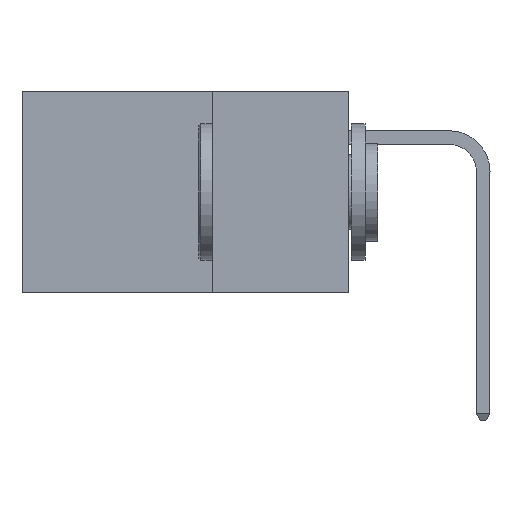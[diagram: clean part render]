
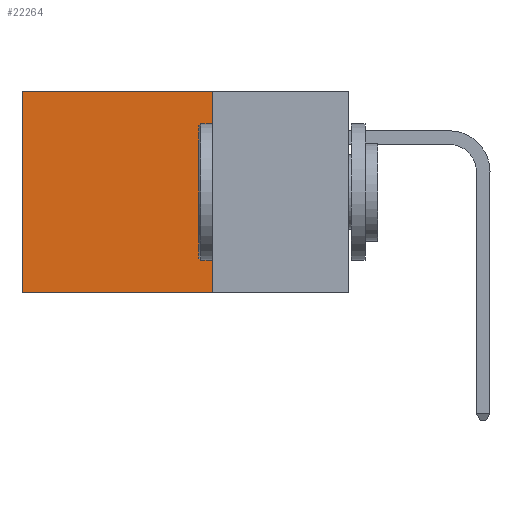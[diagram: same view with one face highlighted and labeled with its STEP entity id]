
A CAD part, left-side view. The second image highlights one B-rep face of the part: STEP entity #22264.
In plain terms, the highlighted planar face has unit normal (-1, 0, 0).
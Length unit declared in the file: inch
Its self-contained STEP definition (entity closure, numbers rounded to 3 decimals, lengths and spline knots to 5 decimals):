
#525 = VERTEX_POINT ( 'NONE', #4334 ) ;
#729 = PLANE ( 'NONE',  #25993 ) ;
#1151 = DIRECTION ( 'NONE',  ( 0., 1., 0. ) ) ;
#1576 = LINE ( 'NONE', #4427, #6314 ) ;
#2742 = FACE_OUTER_BOUND ( 'NONE', #5917, .T. ) ;
#4334 = CARTESIAN_POINT ( 'NONE',  ( 0.2875, 0.6, -0.37 ) ) ;
#4427 = CARTESIAN_POINT ( 'NONE',  ( 0.2875, 0.25, 0. ) ) ;
#4846 = DIRECTION ( 'NONE',  ( 0., 0., -1. ) ) ;
#5917 = EDGE_LOOP ( 'NONE', ( #6919, #23720, #11152, #10688 ) ) ;
#6030 = VECTOR ( 'NONE', #18596, 39.37008 ) ;
#6314 = VECTOR ( 'NONE', #16711, 39.37008 ) ;
#6389 = CARTESIAN_POINT ( 'NONE',  ( 0.2875, 0.6, 0. ) ) ;
#6919 = ORIENTED_EDGE ( 'NONE', *, *, #21998, .T. ) ;
#7282 = CARTESIAN_POINT ( 'NONE',  ( 0.2875, 0.25, -0.37 ) ) ;
#9824 = VECTOR ( 'NONE', #14327, 39.37008 ) ;
#10688 = ORIENTED_EDGE ( 'NONE', *, *, #17500, .T. ) ;
#11152 = ORIENTED_EDGE ( 'NONE', *, *, #18794, .F. ) ;
#12307 = CARTESIAN_POINT ( 'NONE',  ( 0.2875, 0.25, -0.37 ) ) ;
#13004 = VERTEX_POINT ( 'NONE', #25652 ) ;
#14327 = DIRECTION ( 'NONE',  ( 0., 0., -1. ) ) ;
#15103 = CARTESIAN_POINT ( 'NONE',  ( 0.2875, 0.25, 0. ) ) ;
#15897 = VERTEX_POINT ( 'NONE', #6389 ) ;
#15936 = LINE ( 'NONE', #24214, #9824 ) ;
#16171 = VECTOR ( 'NONE', #1151, 39.37008 ) ;
#16711 = DIRECTION ( 'NONE',  ( 0., 0., -1. ) ) ;
#16975 = LINE ( 'NONE', #20580, #6030 ) ;
#17134 = DIRECTION ( 'NONE',  ( 1., 0., 0. ) ) ;
#17500 = EDGE_CURVE ( 'NONE', #13004, #15897, #16975, .T. ) ;
#18596 = DIRECTION ( 'NONE',  ( 0., 1., 0. ) ) ;
#18794 = EDGE_CURVE ( 'NONE', #13004, #25633, #1576, .T. ) ;
#20580 = CARTESIAN_POINT ( 'NONE',  ( 0.2875, 0.25, 0. ) ) ;
#21998 = EDGE_CURVE ( 'NONE', #15897, #525, #15936, .T. ) ;
#22264 = ADVANCED_FACE ( 'NONE', ( #2742 ), #729, .F. ) ;
#23375 = EDGE_CURVE ( 'NONE', #25633, #525, #23918, .T. ) ;
#23720 = ORIENTED_EDGE ( 'NONE', *, *, #23375, .F. ) ;
#23918 = LINE ( 'NONE', #7282, #16171 ) ;
#24214 = CARTESIAN_POINT ( 'NONE',  ( 0.2875, 0.6, 0. ) ) ;
#25633 = VERTEX_POINT ( 'NONE', #12307 ) ;
#25652 = CARTESIAN_POINT ( 'NONE',  ( 0.2875, 0.25, 0. ) ) ;
#25993 = AXIS2_PLACEMENT_3D ( 'NONE', #15103, #17134, #4846 ) ;
